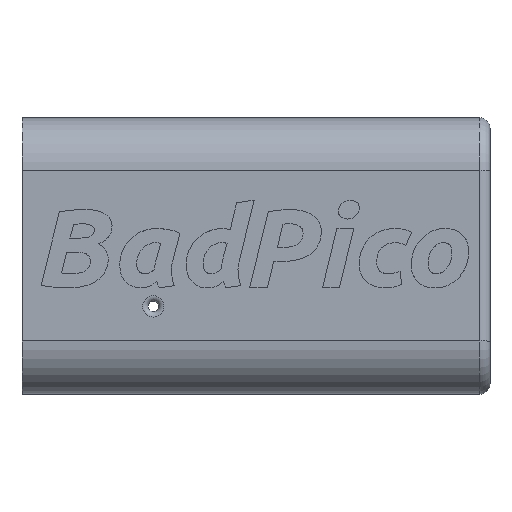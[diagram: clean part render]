
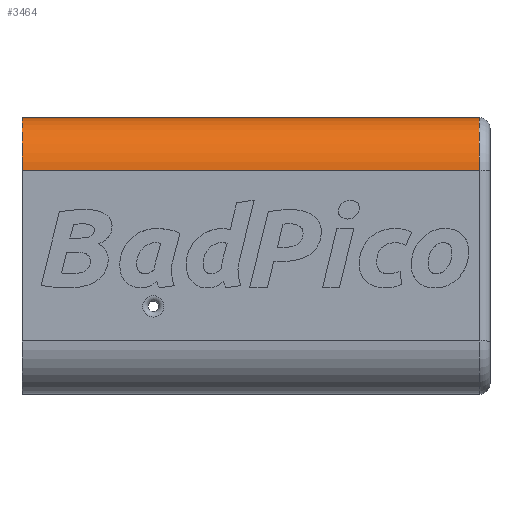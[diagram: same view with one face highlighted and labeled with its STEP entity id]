
A CAD part, top view. The second image highlights one B-rep face of the part: STEP entity #3464.
In plain terms, the highlighted cylindrical face has radius 5 mm (diameter 10 mm), a partial arc.
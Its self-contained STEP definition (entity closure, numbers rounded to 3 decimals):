
#813 = PLANE('',#814);
#814 = AXIS2_PLACEMENT_3D('',#815,#816,#817);
#815 = CARTESIAN_POINT('',(0.,0.,0.));
#816 = DIRECTION('',(-1.,0.,0.));
#817 = DIRECTION('',(0.,1.,0.));
#841 = PLANE('',#842);
#842 = AXIS2_PLACEMENT_3D('',#843,#844,#845);
#843 = CARTESIAN_POINT('',(0.,26.,0.));
#844 = DIRECTION('',(0.,1.,0.));
#845 = DIRECTION('',(1.,0.,0.));
#2206 = TOROIDAL_SURFACE('',#2207,4.,1.);
#2207 = AXIS2_PLACEMENT_3D('',#2208,#2209,#2210);
#2208 = CARTESIAN_POINT('',(43.,21.,0.25));
#2209 = DIRECTION('',(-1.,-0.,-0.));
#2210 = DIRECTION('',(0.,1.,0.));
#2369 = VERTEX_POINT('',#2370);
#2370 = CARTESIAN_POINT('',(43.,26.,0.25));
#2455 = EDGE_CURVE('',#2456,#2369,#2458,.T.);
#2456 = VERTEX_POINT('',#2457);
#2457 = CARTESIAN_POINT('',(0.,26.,0.25));
#2458 = SURFACE_CURVE('',#2459,(#2463,#2470),.PCURVE_S1.);
#2459 = LINE('',#2460,#2461);
#2460 = CARTESIAN_POINT('',(0.,26.,0.25));
#2461 = VECTOR('',#2462,1.);
#2462 = DIRECTION('',(1.,0.,0.));
#2463 = PCURVE('',#841,#2464);
#2464 = DEFINITIONAL_REPRESENTATION('',(#2465),#2469);
#2465 = LINE('',#2466,#2467);
#2466 = CARTESIAN_POINT('',(0.,-0.25));
#2467 = VECTOR('',#2468,1.);
#2468 = DIRECTION('',(1.,0.));
#2469 = ( GEOMETRIC_REPRESENTATION_CONTEXT(2) 
PARAMETRIC_REPRESENTATION_CONTEXT() REPRESENTATION_CONTEXT('2D SPACE',''
  ) );
#2470 = PCURVE('',#2471,#2476);
#2471 = CYLINDRICAL_SURFACE('',#2472,5.);
#2472 = AXIS2_PLACEMENT_3D('',#2473,#2474,#2475);
#2473 = CARTESIAN_POINT('',(0.,21.,0.25));
#2474 = DIRECTION('',(1.,0.,0.));
#2475 = DIRECTION('',(0.,1.,0.));
#2476 = DEFINITIONAL_REPRESENTATION('',(#2477),#2481);
#2477 = LINE('',#2478,#2479);
#2478 = CARTESIAN_POINT('',(0.,0.));
#2479 = VECTOR('',#2480,1.);
#2480 = DIRECTION('',(0.,1.));
#2481 = ( GEOMETRIC_REPRESENTATION_CONTEXT(2) 
PARAMETRIC_REPRESENTATION_CONTEXT() REPRESENTATION_CONTEXT('2D SPACE',''
  ) );
#2562 = VERTEX_POINT('',#2563);
#2563 = CARTESIAN_POINT('',(0.,21.,5.25));
#2577 = PLANE('',#2578);
#2578 = AXIS2_PLACEMENT_3D('',#2579,#2580,#2581);
#2579 = CARTESIAN_POINT('',(22.,13.,5.25));
#2580 = DIRECTION('',(-0.,-0.,-1.));
#2581 = DIRECTION('',(-1.,0.,0.));
#2589 = EDGE_CURVE('',#2456,#2562,#2590,.T.);
#2590 = SURFACE_CURVE('',#2591,(#2596,#2607),.PCURVE_S1.);
#2591 = CIRCLE('',#2592,5.);
#2592 = AXIS2_PLACEMENT_3D('',#2593,#2594,#2595);
#2593 = CARTESIAN_POINT('',(0.,21.,0.25));
#2594 = DIRECTION('',(1.,0.,-0.));
#2595 = DIRECTION('',(0.,0.,1.));
#2596 = PCURVE('',#813,#2597);
#2597 = DEFINITIONAL_REPRESENTATION('',(#2598),#2606);
#2598 = ( BOUNDED_CURVE() B_SPLINE_CURVE(2,(#2599,#2600,#2601,#2602,
#2603,#2604,#2605),.UNSPECIFIED.,.T.,.F.) B_SPLINE_CURVE_WITH_KNOTS((1,2
    ,2,2,2,1),(-2.094,0.,2.094,4.189,
6.283,8.378),.UNSPECIFIED.) CURVE() 
GEOMETRIC_REPRESENTATION_ITEM() RATIONAL_B_SPLINE_CURVE((1.,0.5,1.,0.5,
1.,0.5,1.)) REPRESENTATION_ITEM('') );
#2599 = CARTESIAN_POINT('',(21.,-5.25));
#2600 = CARTESIAN_POINT('',(12.34,-5.25));
#2601 = CARTESIAN_POINT('',(16.67,2.25));
#2602 = CARTESIAN_POINT('',(21.,9.75));
#2603 = CARTESIAN_POINT('',(25.33,2.25));
#2604 = CARTESIAN_POINT('',(29.66,-5.25));
#2605 = CARTESIAN_POINT('',(21.,-5.25));
#2606 = ( GEOMETRIC_REPRESENTATION_CONTEXT(2) 
PARAMETRIC_REPRESENTATION_CONTEXT() REPRESENTATION_CONTEXT('2D SPACE',''
  ) );
#2607 = PCURVE('',#2471,#2608);
#2608 = DEFINITIONAL_REPRESENTATION('',(#2609),#2613);
#2609 = LINE('',#2610,#2611);
#2610 = CARTESIAN_POINT('',(-4.712,0.));
#2611 = VECTOR('',#2612,1.);
#2612 = DIRECTION('',(1.,0.));
#2613 = ( GEOMETRIC_REPRESENTATION_CONTEXT(2) 
PARAMETRIC_REPRESENTATION_CONTEXT() REPRESENTATION_CONTEXT('2D SPACE',''
  ) );
#3342 = VERTEX_POINT('',#3343);
#3343 = CARTESIAN_POINT('',(43.,21.,5.25));
#3365 = EDGE_CURVE('',#2369,#3342,#3366,.T.);
#3366 = SURFACE_CURVE('',#3367,(#3372,#3379),.PCURVE_S1.);
#3367 = CIRCLE('',#3368,5.);
#3368 = AXIS2_PLACEMENT_3D('',#3369,#3370,#3371);
#3369 = CARTESIAN_POINT('',(43.,21.,0.25));
#3370 = DIRECTION('',(1.,0.,0.));
#3371 = DIRECTION('',(0.,1.,0.));
#3372 = PCURVE('',#2206,#3373);
#3373 = DEFINITIONAL_REPRESENTATION('',(#3374),#3378);
#3374 = LINE('',#3375,#3376);
#3375 = CARTESIAN_POINT('',(-0.,6.283));
#3376 = VECTOR('',#3377,1.);
#3377 = DIRECTION('',(-1.,0.));
#3378 = ( GEOMETRIC_REPRESENTATION_CONTEXT(2) 
PARAMETRIC_REPRESENTATION_CONTEXT() REPRESENTATION_CONTEXT('2D SPACE',''
  ) );
#3379 = PCURVE('',#2471,#3380);
#3380 = DEFINITIONAL_REPRESENTATION('',(#3381),#3385);
#3381 = LINE('',#3382,#3383);
#3382 = CARTESIAN_POINT('',(0.,43.));
#3383 = VECTOR('',#3384,1.);
#3384 = DIRECTION('',(1.,0.));
#3385 = ( GEOMETRIC_REPRESENTATION_CONTEXT(2) 
PARAMETRIC_REPRESENTATION_CONTEXT() REPRESENTATION_CONTEXT('2D SPACE',''
  ) );
#3464 = ADVANCED_FACE('',(#3465),#2471,.T.);
#3465 = FACE_BOUND('',#3466,.T.);
#3466 = EDGE_LOOP('',(#3467,#3468,#3469,#3490));
#3467 = ORIENTED_EDGE('',*,*,#2455,.F.);
#3468 = ORIENTED_EDGE('',*,*,#2589,.T.);
#3469 = ORIENTED_EDGE('',*,*,#3470,.T.);
#3470 = EDGE_CURVE('',#2562,#3342,#3471,.T.);
#3471 = SURFACE_CURVE('',#3472,(#3476,#3483),.PCURVE_S1.);
#3472 = LINE('',#3473,#3474);
#3473 = CARTESIAN_POINT('',(0.,21.,5.25));
#3474 = VECTOR('',#3475,1.);
#3475 = DIRECTION('',(1.,0.,0.));
#3476 = PCURVE('',#2471,#3477);
#3477 = DEFINITIONAL_REPRESENTATION('',(#3478),#3482);
#3478 = LINE('',#3479,#3480);
#3479 = CARTESIAN_POINT('',(1.571,0.));
#3480 = VECTOR('',#3481,1.);
#3481 = DIRECTION('',(0.,1.));
#3482 = ( GEOMETRIC_REPRESENTATION_CONTEXT(2) 
PARAMETRIC_REPRESENTATION_CONTEXT() REPRESENTATION_CONTEXT('2D SPACE',''
  ) );
#3483 = PCURVE('',#2577,#3484);
#3484 = DEFINITIONAL_REPRESENTATION('',(#3485),#3489);
#3485 = LINE('',#3486,#3487);
#3486 = CARTESIAN_POINT('',(22.,8.));
#3487 = VECTOR('',#3488,1.);
#3488 = DIRECTION('',(-1.,0.));
#3489 = ( GEOMETRIC_REPRESENTATION_CONTEXT(2) 
PARAMETRIC_REPRESENTATION_CONTEXT() REPRESENTATION_CONTEXT('2D SPACE',''
  ) );
#3490 = ORIENTED_EDGE('',*,*,#3365,.F.);
